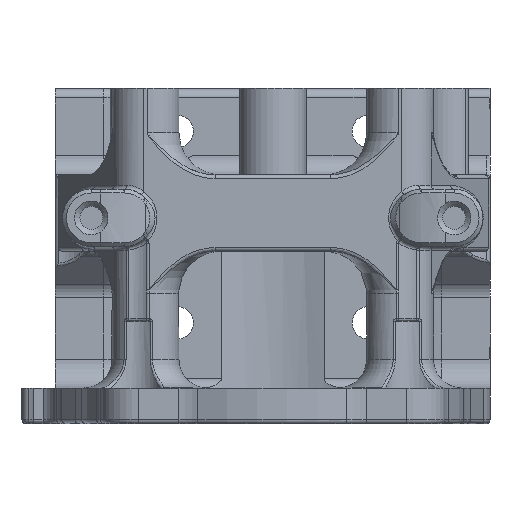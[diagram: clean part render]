
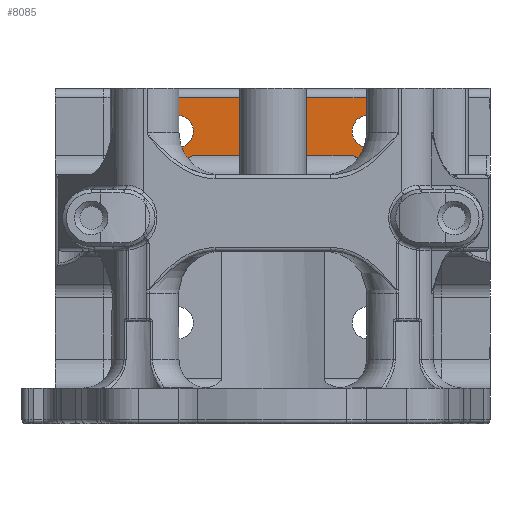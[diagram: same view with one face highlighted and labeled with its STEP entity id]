
A CAD part, front view. The second image highlights one B-rep face of the part: STEP entity #8085.
In plain terms, the highlighted planar face has unit normal (0, -1, 0).
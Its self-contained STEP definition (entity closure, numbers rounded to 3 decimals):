
#196=FACE_BOUND('',#2930,.T.);
#197=FACE_BOUND('',#2931,.T.);
#299=PLANE('',#9005);
#308=LINE('',#11525,#778);
#309=LINE('',#11538,#779);
#311=LINE('',#11567,#781);
#313=LINE('',#11573,#783);
#315=LINE('',#11616,#785);
#747=LINE('',#17997,#1217);
#769=LINE('',#18126,#1239);
#770=LINE('',#18128,#1240);
#778=VECTOR('',#9087,10.);
#779=VECTOR('',#9088,10.);
#781=VECTOR('',#9090,10.);
#783=VECTOR('',#9096,10.);
#785=VECTOR('',#9110,10.);
#1217=VECTOR('',#11160,10.);
#1239=VECTOR('',#11272,10.);
#1240=VECTOR('',#11275,10.);
#1255=CIRCLE('',#8139,3.);
#1256=CIRCLE('',#8141,3.);
#1258=CIRCLE('',#8146,3.);
#1259=CIRCLE('',#8148,3.);
#1693=CIRCLE('',#8930,1.7);
#1720=CIRCLE('',#8993,1.7);
#2394=FACE_OUTER_BOUND('',#2929,.T.);
#2929=EDGE_LOOP('',(#7417,#7418,#7419,#7420,#7421,#7422,#7423,#7424,#7425,
#7426,#7427,#7428));
#2930=EDGE_LOOP('',(#7429));
#2931=EDGE_LOOP('',(#7430));
#3203=VERTEX_POINT('',#11475);
#3205=VERTEX_POINT('',#11499);
#3206=VERTEX_POINT('',#11510);
#3207=VERTEX_POINT('',#11511);
#3208=VERTEX_POINT('',#11524);
#3209=VERTEX_POINT('',#11526);
#3210=VERTEX_POINT('',#11537);
#3213=VERTEX_POINT('',#11554);
#3215=VERTEX_POINT('',#11571);
#3217=VERTEX_POINT('',#11576);
#3219=VERTEX_POINT('',#11600);
#3893=VERTEX_POINT('',#17851);
#3897=VERTEX_POINT('',#17869);
#3914=VERTEX_POINT('',#18107);
#3946=EDGE_CURVE('',#3205,#3203,#1255,.T.);
#3948=EDGE_CURVE('',#3206,#3207,#1256,.T.);
#3949=EDGE_CURVE('',#3207,#3208,#308,.T.);
#3951=EDGE_CURVE('',#3209,#3210,#309,.T.);
#3955=EDGE_CURVE('',#3213,#3206,#311,.T.);
#3958=EDGE_CURVE('',#3205,#3215,#313,.T.);
#3962=EDGE_CURVE('',#3219,#3217,#1258,.T.);
#3963=EDGE_CURVE('',#3208,#3209,#1259,.T.);
#3966=EDGE_CURVE('',#3219,#3210,#315,.T.);
#5047=EDGE_CURVE('',#3893,#3893,#1693,.T.);
#5067=EDGE_CURVE('',#3217,#3897,#747,.T.);
#5098=EDGE_CURVE('',#3914,#3914,#1720,.F.);
#5108=EDGE_CURVE('',#3203,#3213,#769,.T.);
#5109=EDGE_CURVE('',#3897,#3215,#770,.T.);
#7417=ORIENTED_EDGE('',*,*,#3946,.F.);
#7418=ORIENTED_EDGE('',*,*,#3958,.T.);
#7419=ORIENTED_EDGE('',*,*,#5109,.F.);
#7420=ORIENTED_EDGE('',*,*,#5067,.F.);
#7421=ORIENTED_EDGE('',*,*,#3962,.F.);
#7422=ORIENTED_EDGE('',*,*,#3966,.T.);
#7423=ORIENTED_EDGE('',*,*,#3951,.F.);
#7424=ORIENTED_EDGE('',*,*,#3963,.F.);
#7425=ORIENTED_EDGE('',*,*,#3949,.F.);
#7426=ORIENTED_EDGE('',*,*,#3948,.F.);
#7427=ORIENTED_EDGE('',*,*,#3955,.F.);
#7428=ORIENTED_EDGE('',*,*,#5108,.F.);
#7429=ORIENTED_EDGE('',*,*,#5047,.T.);
#7430=ORIENTED_EDGE('',*,*,#5098,.F.);
#8085=ADVANCED_FACE('',(#2394,#196,#197),#299,.T.);
#8139=AXIS2_PLACEMENT_3D('',#11508,#9079,#9080);
#8141=AXIS2_PLACEMENT_3D('',#11522,#9083,#9084);
#8146=AXIS2_PLACEMENT_3D('',#11609,#9099,#9100);
#8148=AXIS2_PLACEMENT_3D('',#11611,#9103,#9104);
#8930=AXIS2_PLACEMENT_3D('',#17853,#11097,#11098);
#8993=AXIS2_PLACEMENT_3D('',#18108,#11244,#11245);
#9005=AXIS2_PLACEMENT_3D('',#18127,#11273,#11274);
#9079=DIRECTION('center_axis',(0.,1.,0.));
#9080=DIRECTION('ref_axis',(1.,0.,0.));
#9083=DIRECTION('center_axis',(0.,1.,0.));
#9084=DIRECTION('ref_axis',(1.,0.,0.));
#9087=DIRECTION('',(-1.,0.,0.));
#9088=DIRECTION('',(-1.,0.,0.));
#9090=DIRECTION('',(-1.,0.,0.));
#9096=DIRECTION('',(0.,0.,1.));
#9099=DIRECTION('center_axis',(0.,1.,0.));
#9100=DIRECTION('ref_axis',(1.,0.,0.));
#9103=DIRECTION('center_axis',(0.,1.,0.));
#9104=DIRECTION('ref_axis',(1.,0.,0.));
#9110=DIRECTION('',(0.,0.,-1.));
#11097=DIRECTION('center_axis',(0.,1.,0.));
#11098=DIRECTION('ref_axis',(1.,0.,0.));
#11160=DIRECTION('',(0.,0.,1.));
#11244=DIRECTION('center_axis',(0.,1.,0.));
#11245=DIRECTION('ref_axis',(-1.,0.,0.));
#11272=DIRECTION('',(0.,0.,-1.));
#11273=DIRECTION('center_axis',(0.,-1.,0.));
#11274=DIRECTION('ref_axis',(1.,0.,0.));
#11275=DIRECTION('',(1.,0.,0.));
#11475=CARTESIAN_POINT('',(56.544,125.672,81.207));
#11499=CARTESIAN_POINT('',(56.544,125.672,86.096));
#11508=CARTESIAN_POINT('Origin',(54.805,125.672,83.651));
#11510=CARTESIAN_POINT('',(56.41,125.672,81.117));
#11511=CARTESIAN_POINT('',(53.199,125.672,81.117));
#11522=CARTESIAN_POINT('Origin',(54.805,125.672,83.651));
#11524=CARTESIAN_POINT('',(36.41,125.672,81.117));
#11525=CARTESIAN_POINT('',(52.602,125.672,81.117));
#11526=CARTESIAN_POINT('',(33.199,125.672,81.117));
#11537=CARTESIAN_POINT('',(33.066,125.672,81.117));
#11538=CARTESIAN_POINT('',(52.602,125.672,81.117));
#11554=CARTESIAN_POINT('',(56.544,125.672,81.117));
#11567=CARTESIAN_POINT('',(52.602,125.672,81.117));
#11571=CARTESIAN_POINT('',(56.544,125.672,87.151));
#11573=CARTESIAN_POINT('',(56.544,125.672,87.151));
#11576=CARTESIAN_POINT('',(33.066,125.672,86.096));
#11600=CARTESIAN_POINT('',(33.066,125.672,81.207));
#11609=CARTESIAN_POINT('Origin',(34.805,125.672,83.651));
#11611=CARTESIAN_POINT('Origin',(34.805,125.672,83.651));
#11616=CARTESIAN_POINT('',(33.066,125.672,60.151));
#17851=CARTESIAN_POINT('',(33.105,125.672,83.651));
#17853=CARTESIAN_POINT('Origin',(34.805,125.672,83.651));
#17869=CARTESIAN_POINT('',(33.066,125.672,87.151));
#17997=CARTESIAN_POINT('',(33.066,125.672,87.151));
#18107=CARTESIAN_POINT('',(56.505,125.672,83.651));
#18108=CARTESIAN_POINT('Origin',(54.805,125.672,83.651));
#18126=CARTESIAN_POINT('',(56.544,125.672,60.151));
#18127=CARTESIAN_POINT('Origin',(44.805,125.672,73.651));
#18128=CARTESIAN_POINT('',(56.155,125.672,87.151));
